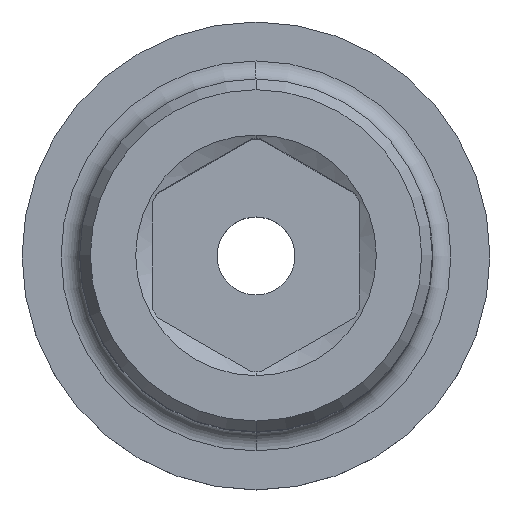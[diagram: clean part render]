
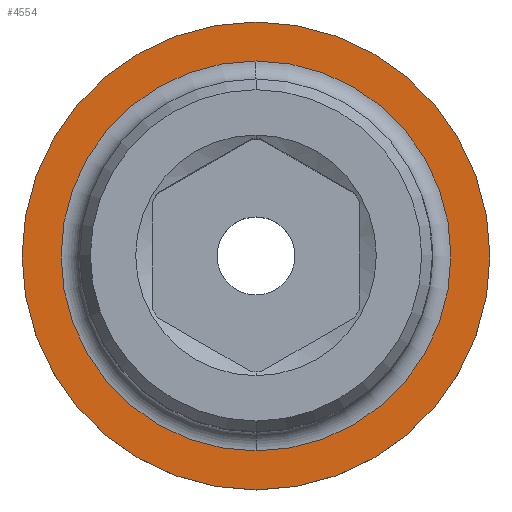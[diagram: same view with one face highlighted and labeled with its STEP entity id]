
A CAD part, top view. The second image highlights one B-rep face of the part: STEP entity #4554.
In plain terms, the highlighted planar face has unit normal (0, 0, 1).
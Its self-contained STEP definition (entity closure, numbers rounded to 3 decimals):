
#1879=CARTESIAN_POINT('',(0.,0.,51.));
#1880=DIRECTION('',(0.,0.,1.));
#1881=DIRECTION('',(0.,1.,0.));
#1882=AXIS2_PLACEMENT_3D('',#1879,#1880,#1881);
#1884=CARTESIAN_POINT('',(0.,0.,51.));
#1885=DIRECTION('',(0.,0.,-1.));
#1886=DIRECTION('',(0.,1.,0.));
#1887=AXIS2_PLACEMENT_3D('',#1884,#1885,#1886);
#1889=CARTESIAN_POINT('',(0.,0.,51.));
#1890=DIRECTION('',(0.,0.,-1.));
#1891=DIRECTION('',(0.,1.,0.));
#1892=AXIS2_PLACEMENT_3D('',#1889,#1890,#1891);
#1894=CARTESIAN_POINT('',(0.,0.,51.));
#1895=DIRECTION('',(0.,0.,-1.));
#1896=DIRECTION('',(0.,-1.,0.));
#1897=AXIS2_PLACEMENT_3D('',#1894,#1895,#1896);
#2836=CARTESIAN_POINT('',(0.,12.6,51.));
#2838=VERTEX_POINT('',#2836);
#2840=CARTESIAN_POINT('',(0.,-12.6,51.));
#2842=VERTEX_POINT('',#2840);
#2863=CARTESIAN_POINT('',(0.,10.5,51.));
#2864=CARTESIAN_POINT('',(0.,-10.5,51.));
#2865=VERTEX_POINT('',#2863);
#2866=VERTEX_POINT('',#2864);
#4539=CARTESIAN_POINT('',(0.,0.,51.));
#4540=DIRECTION('',(0.,0.,-1.));
#4541=DIRECTION('',(0.,-1.,0.));
#4542=AXIS2_PLACEMENT_3D('',#4539,#4540,#4541);
#4543=PLANE('',#4542);
#4544=ORIENTED_EDGE('',*,*,#4532,.F.);
#4545=ORIENTED_EDGE('',*,*,#4521,.T.);
#4546=EDGE_LOOP('',(#4544,#4545));
#4547=FACE_OUTER_BOUND('',#4546,.F.);
#4549=ORIENTED_EDGE('',*,*,#4548,.F.);
#4551=ORIENTED_EDGE('',*,*,#4550,.F.);
#4552=EDGE_LOOP('',(#4549,#4551));
#4553=FACE_BOUND('',#4552,.F.);
#4554=ADVANCED_FACE('',(#4547,#4553),#4543,.F.);
#1883=CIRCLE('',#1882,12.6);
#1888=CIRCLE('',#1887,12.6);
#1893=CIRCLE('',#1892,10.5);
#1898=CIRCLE('',#1897,10.5);
#4521=EDGE_CURVE('',#2838,#2842,#1888,.T.);
#4532=EDGE_CURVE('',#2838,#2842,#1883,.T.);
#4548=EDGE_CURVE('',#2865,#2866,#1893,.T.);
#4550=EDGE_CURVE('',#2866,#2865,#1898,.T.);
